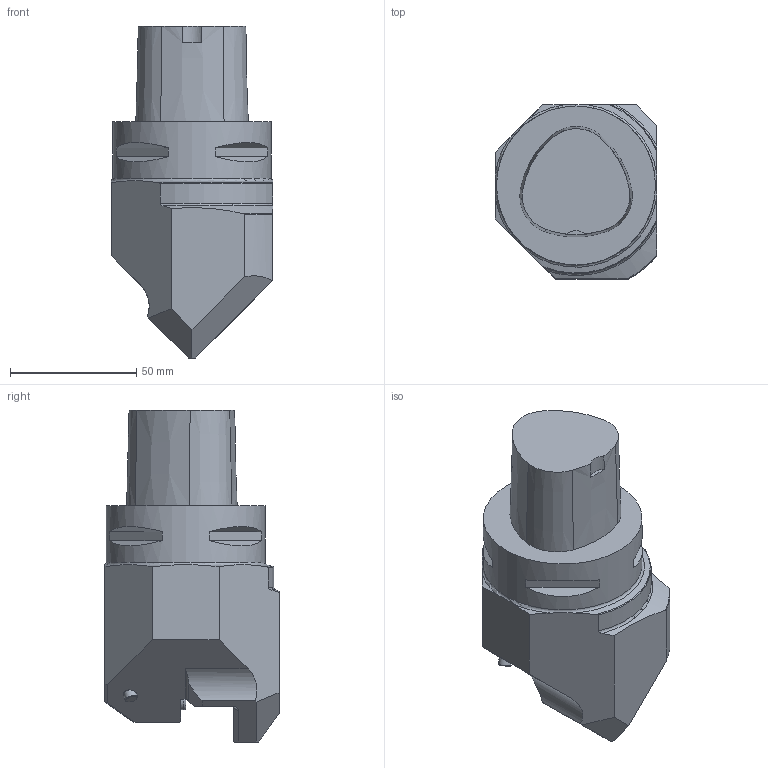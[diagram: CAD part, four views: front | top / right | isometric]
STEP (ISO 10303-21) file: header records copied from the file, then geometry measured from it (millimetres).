
FILE_DESCRIPTION(/* description */ (''),/* implementation_level */ '2;1');
FILE_NAME(/* name */ '1548231122897.stp',/* time_stamp */ '2019-01-23T13:42:19+05:00',/* author */ (''),/* organization */ ('SMS'),/* preprocessor_version */ 'ST-DEVELOPER v15',/* originating_system */ 'SIEMENS PLM Software NX 8.5',/* authorisation */ '');
FILE_SCHEMA (('AUTOMOTIVE_DESIGN { 1 0 10303 214 3 1 1 1 }'));
Length unit declared in the file: millimetre
Products named in the file (1): 200952670mod000_01
Bounding box: 64 x 69 x 131.59 mm (x, y, z)
Volume: 299677.5 mm3; surface area: 30626 mm2
Topology: 1 solids, 1 shells, 95 faces, 242 edges, 164 vertices
Faces by surface type: plane 54, cylinder 17, cone 15, torus 9
Full cylindrical faces by diameter (mm): 5 x1, 7 x3, 10.5 x3, 63 x1
Entity records: 2934 total; most frequent: CARTESIAN_POINT 671, DIRECTION 458, ORIENTED_EDGE 440, EDGE_CURVE 220, AXIS2_PLACEMENT_3D 173, VERTEX_POINT 152, EDGE_LOOP 120, LINE 112
